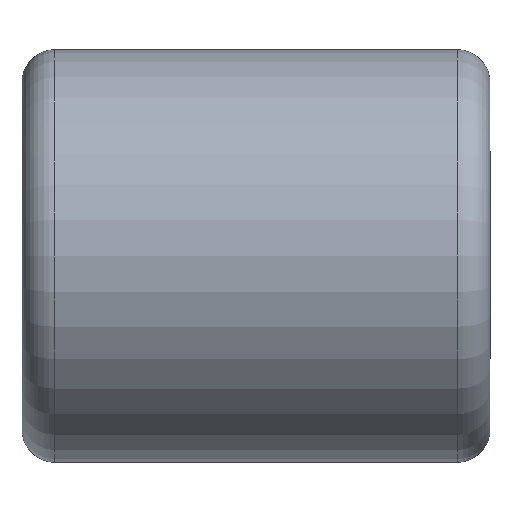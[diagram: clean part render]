
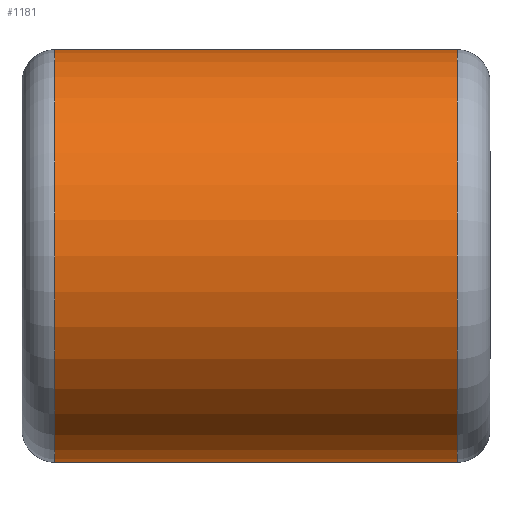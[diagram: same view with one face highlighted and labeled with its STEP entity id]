
A CAD part, front view. The second image highlights one B-rep face of the part: STEP entity #1181.
In plain terms, the highlighted cylindrical face has radius 41 mm (diameter 82 mm), a partial arc.
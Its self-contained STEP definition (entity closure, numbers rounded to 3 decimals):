
#60 = CARTESIAN_POINT ( 'NONE',  ( -40., 0., 291.987 ) ) ;
#108 = ORIENTED_EDGE ( 'NONE', *, *, #1479, .T. ) ;
#169 = CIRCLE ( 'NONE', #1382, 41. ) ;
#175 = ORIENTED_EDGE ( 'NONE', *, *, #2760, .F. ) ;
#401 = CARTESIAN_POINT ( 'NONE',  ( -40., 0., 250.987 ) ) ;
#439 = ORIENTED_EDGE ( 'NONE', *, *, #3393, .T. ) ;
#540 = EDGE_CURVE ( 'NONE', #4585, #4136, #3479, .T. ) ;
#746 = CARTESIAN_POINT ( 'NONE',  ( -57.637, 0., 291.987 ) ) ;
#889 = DIRECTION ( 'NONE',  ( -1., 0., 0. ) ) ;
#942 = VERTEX_POINT ( 'NONE', #401 ) ;
#1181 = ADVANCED_FACE ( 'NONE', ( #2945 ), #3287, .T. ) ;
#1305 = CARTESIAN_POINT ( 'NONE',  ( -40., 0., 332.987 ) ) ;
#1326 = AXIS2_PLACEMENT_3D ( 'NONE', #746, #2238, #4305 ) ;
#1382 = AXIS2_PLACEMENT_3D ( 'NONE', #60, #2242, #3684 ) ;
#1438 = CARTESIAN_POINT ( 'NONE',  ( 40., 0., 332.987 ) ) ;
#1479 = EDGE_CURVE ( 'NONE', #4076, #4585, #4385, .T. ) ;
#1589 = CARTESIAN_POINT ( 'NONE',  ( 40., 0., 291.987 ) ) ;
#1989 = CARTESIAN_POINT ( 'NONE',  ( -57.637, 0., 332.987 ) ) ;
#1990 = AXIS2_PLACEMENT_3D ( 'NONE', #1589, #3038, #4476 ) ;
#2238 = DIRECTION ( 'NONE',  ( -1., 0., 0. ) ) ;
#2242 = DIRECTION ( 'NONE',  ( 1., 0., 0. ) ) ;
#2723 = CARTESIAN_POINT ( 'NONE',  ( 40., 0., 250.987 ) ) ;
#2760 = EDGE_CURVE ( 'NONE', #4076, #942, #3614, .T. ) ;
#2945 = FACE_OUTER_BOUND ( 'NONE', #4207, .T. ) ;
#3038 = DIRECTION ( 'NONE',  ( -1., 0., 0. ) ) ;
#3287 = CYLINDRICAL_SURFACE ( 'NONE', #1326, 41. ) ;
#3393 = EDGE_CURVE ( 'NONE', #4136, #942, #169, .T. ) ;
#3479 = LINE ( 'NONE', #1989, #3871 ) ;
#3508 = VECTOR ( 'NONE', #3639, 1000. ) ;
#3614 = LINE ( 'NONE', #4002, #3508 ) ;
#3639 = DIRECTION ( 'NONE',  ( -1., 0., 0. ) ) ;
#3684 = DIRECTION ( 'NONE',  ( 0., 0., -1. ) ) ;
#3871 = VECTOR ( 'NONE', #889, 1000. ) ;
#4002 = CARTESIAN_POINT ( 'NONE',  ( -57.637, 0., 250.987 ) ) ;
#4076 = VERTEX_POINT ( 'NONE', #2723 ) ;
#4136 = VERTEX_POINT ( 'NONE', #1305 ) ;
#4207 = EDGE_LOOP ( 'NONE', ( #175, #108, #4407, #439 ) ) ;
#4305 = DIRECTION ( 'NONE',  ( 0., 0., 1. ) ) ;
#4385 = CIRCLE ( 'NONE', #1990, 41. ) ;
#4407 = ORIENTED_EDGE ( 'NONE', *, *, #540, .T. ) ;
#4476 = DIRECTION ( 'NONE',  ( 0., 0., 1. ) ) ;
#4585 = VERTEX_POINT ( 'NONE', #1438 ) ;
